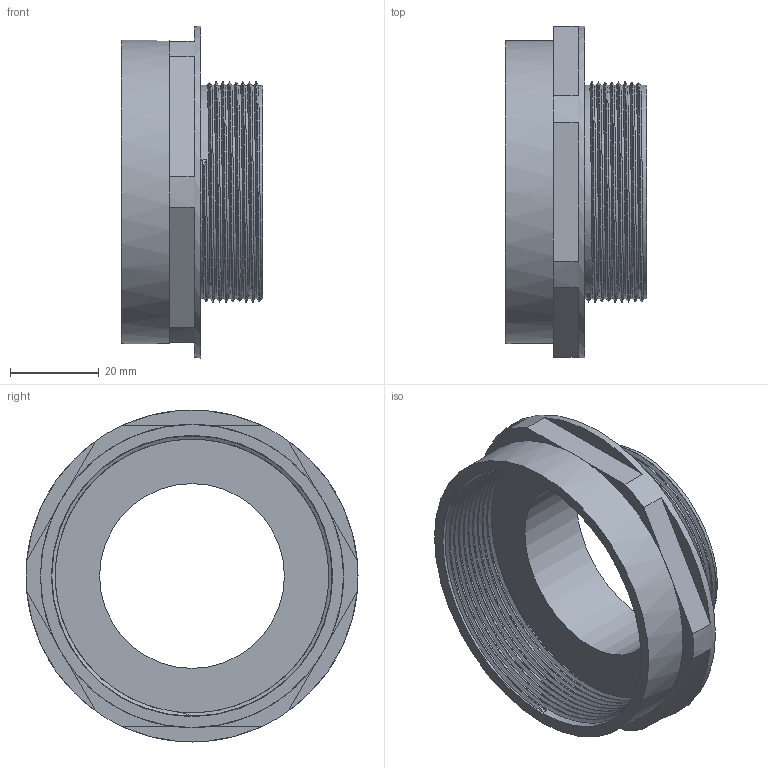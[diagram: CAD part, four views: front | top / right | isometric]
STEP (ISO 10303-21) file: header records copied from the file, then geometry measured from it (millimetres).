
FILE_DESCRIPTION(/* description */ ('Erweiterung sechskant M/M M50x1,5/M63x1,5'),/* implementation_level */ '2;1');
FILE_NAME(/* name */ '11085063-RST.stp',/* time_stamp */ '2020-04-29T12:36:51+02:00',/* author */ ('sl'),/* organization */ (''),/* preprocessor_version */ 'ST-DEVELOPER v16.5',/* originating_system */ 'Autodesk Inventor 2017',/* authorisation */ '');
FILE_SCHEMA (('AUTOMOTIVE_DESIGN { 1 0 10303 214 3 1 1 }'));
Length unit declared in the file: millimetre
Products named in the file (1): 11085063
Bounding box: 32 x 74.85 x 74.85 mm (x, y, z)
Volume: 24502.1 mm3; surface area: 20106.7 mm2
Topology: 1 solids, 1 shells, 63 faces, 164 edges, 105 vertices
Faces by surface type: plane 31, cylinder 27, bspline 4, torus 1
Full cylindrical faces by diameter (mm): 41.65 x1, 48.108 x8, 63.232 x10, 68.34 x1, 74.85 x1
Entity records: 4646 total; most frequent: CARTESIAN_POINT 3597, DIRECTION 211, ORIENTED_EDGE 202, EDGE_CURVE 101, AXIS2_PLACEMENT_3D 83, VERTEX_POINT 66, EDGE_LOOP 57, FACE_OUTER_BOUND 46
